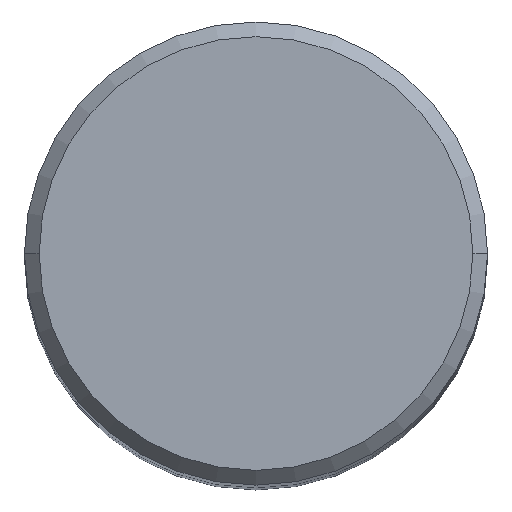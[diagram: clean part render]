
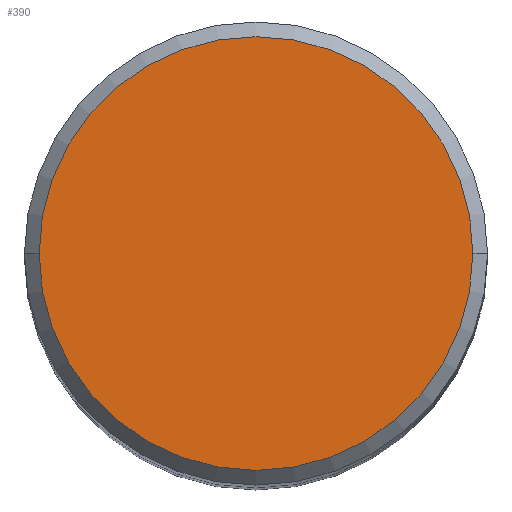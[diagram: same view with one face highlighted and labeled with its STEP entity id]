
A CAD part, top view. The second image highlights one B-rep face of the part: STEP entity #390.
In plain terms, the highlighted planar face has unit normal (0, 0, 1).
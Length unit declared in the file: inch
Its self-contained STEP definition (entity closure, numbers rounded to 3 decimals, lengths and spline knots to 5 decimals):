
#6 = DIRECTION ( 'NONE',  ( 0., 0., 1. ) ) ;
#9 = PLANE ( 'NONE',  #18 ) ;
#18 = AXIS2_PLACEMENT_3D ( 'NONE', #391, #97, #300 ) ;
#39 = CARTESIAN_POINT ( 'NONE',  ( 0.29495, 0., 0. ) ) ;
#42 = DIRECTION ( 'NONE',  ( 1., 0., 0. ) ) ;
#97 = DIRECTION ( 'NONE',  ( 0., 0., -1. ) ) ;
#133 = DIRECTION ( 'NONE',  ( 1., 0., 0. ) ) ;
#143 = CIRCLE ( 'NONE', #382, 0.29495 ) ;
#176 = AXIS2_PLACEMENT_3D ( 'NONE', #273, #6, #133 ) ;
#179 = EDGE_LOOP ( 'NONE', ( #306, #250 ) ) ;
#200 = DIRECTION ( 'NONE',  ( 0., 0., 1. ) ) ;
#208 = CARTESIAN_POINT ( 'NONE',  ( -0.29495, 0., 0. ) ) ;
#250 = ORIENTED_EDGE ( 'NONE', *, *, #377, .T. ) ;
#271 = FACE_OUTER_BOUND ( 'NONE', #179, .T. ) ;
#273 = CARTESIAN_POINT ( 'NONE',  ( 0., 0., 0. ) ) ;
#294 = VERTEX_POINT ( 'NONE', #39 ) ;
#299 = VERTEX_POINT ( 'NONE', #208 ) ;
#300 = DIRECTION ( 'NONE',  ( -1., 0., 0. ) ) ;
#304 = CIRCLE ( 'NONE', #176, 0.29495 ) ;
#306 = ORIENTED_EDGE ( 'NONE', *, *, #392, .T. ) ;
#355 = CARTESIAN_POINT ( 'NONE',  ( 0., 0., 0. ) ) ;
#377 = EDGE_CURVE ( 'NONE', #294, #299, #143, .T. ) ;
#382 = AXIS2_PLACEMENT_3D ( 'NONE', #355, #200, #42 ) ;
#390 = ADVANCED_FACE ( 'NONE', ( #271 ), #9, .F. ) ;
#391 = CARTESIAN_POINT ( 'NONE',  ( 0., 0.29495, 0. ) ) ;
#392 = EDGE_CURVE ( 'NONE', #299, #294, #304, .T. ) ;
